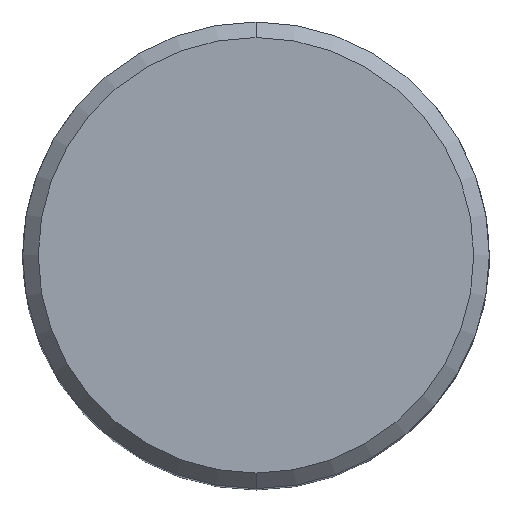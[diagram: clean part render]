
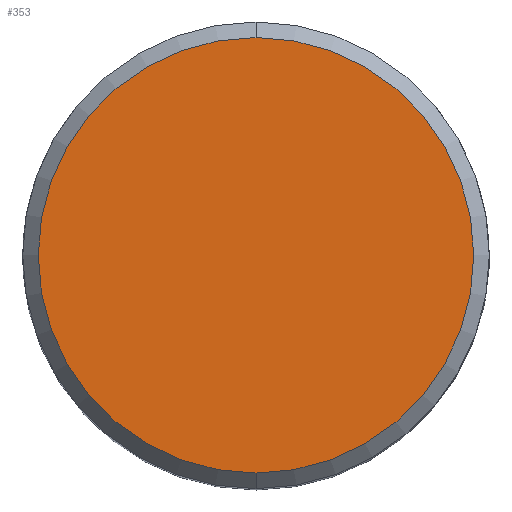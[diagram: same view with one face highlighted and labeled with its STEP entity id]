
A CAD part, top view. The second image highlights one B-rep face of the part: STEP entity #353.
In plain terms, the highlighted planar face has unit normal (0, 0, 1).
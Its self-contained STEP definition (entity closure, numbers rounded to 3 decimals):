
#251=EDGE_CURVE('',#367,#337,#506,.T.);
#337=VERTEX_POINT('',#603);
#353=ADVANCED_FACE('',(#620),#621,.T.);
#361=EDGE_CURVE('',#337,#367,#629,.T.);
#367=VERTEX_POINT('',#636);
#506=CIRCLE('',#1008,16.8);
#603=CARTESIAN_POINT('',(0.0,16.8,0.0));
#620=FACE_OUTER_BOUND('',#1267,.T.);
#621=PLANE('',#1268);
#629=CIRCLE('',#1280,16.8);
#636=CARTESIAN_POINT('',(0.,-16.8,0.0));
#1008=AXIS2_PLACEMENT_3D('',#1414,#1415,#1416);
#1267=EDGE_LOOP('',(#1559,#1560));
#1268=AXIS2_PLACEMENT_3D('',#1561,#1562,#1563);
#1280=AXIS2_PLACEMENT_3D('',#1568,#1569,#1570);
#1414=CARTESIAN_POINT('',(0.0,0.0,0.0));
#1415=DIRECTION('',(0.0,0.0,-1.0));
#1416=DIRECTION('',(0.0,1.0,0.0));
#1559=ORIENTED_EDGE('',*,*,#361,.F.);
#1560=ORIENTED_EDGE('',*,*,#251,.F.);
#1561=CARTESIAN_POINT('',(0.0,8.4,0.0));
#1562=DIRECTION('',(-0.0,0.0,1.0));
#1563=DIRECTION('',(0.0,-1.0,0.0));
#1568=CARTESIAN_POINT('',(0.0,0.0,0.0));
#1569=DIRECTION('',(0.0,0.0,-1.0));
#1570=DIRECTION('',(0.0,1.0,0.0));
